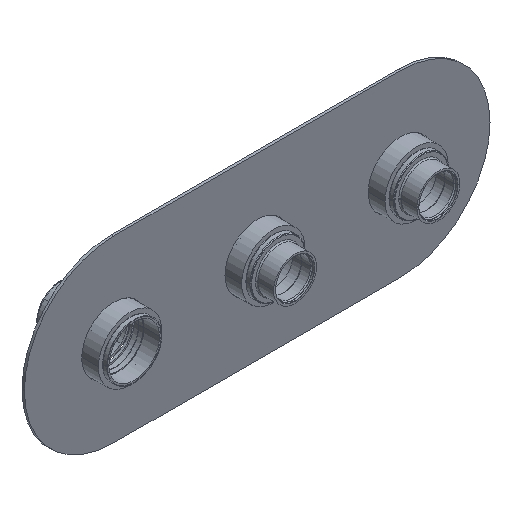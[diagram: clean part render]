
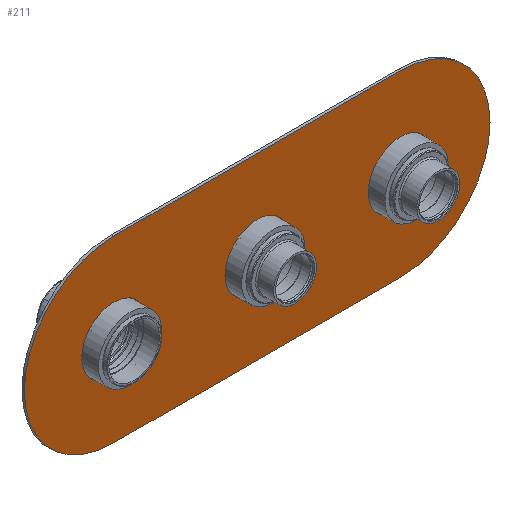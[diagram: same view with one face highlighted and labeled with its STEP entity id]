
A CAD part, isometric view. The second image highlights one B-rep face of the part: STEP entity #211.
In plain terms, the highlighted planar face has unit normal (0, -1, 0).
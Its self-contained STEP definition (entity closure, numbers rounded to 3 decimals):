
#2=CARTESIAN_POINT('',(-120.,0.,0.));
#3=DIRECTION('',(0.,1.,0.));
#4=DIRECTION('',(0.,0.,-1.));
#5=AXIS2_PLACEMENT_3D('',#2,#3,#4);
#7=DIRECTION('',(1.,0.,0.));
#8=VECTOR('',#7,240.);
#9=CARTESIAN_POINT('',(-120.,0.,75.));
#10=LINE('',#9,#8);
#11=CARTESIAN_POINT('',(120.,0.,0.));
#12=DIRECTION('',(0.,1.,0.));
#13=DIRECTION('',(0.,0.,1.));
#14=AXIS2_PLACEMENT_3D('',#11,#12,#13);
#16=DIRECTION('',(-1.,0.,0.));
#17=VECTOR('',#16,240.);
#18=CARTESIAN_POINT('',(120.,0.,-75.));
#19=LINE('',#18,#17);
#20=CARTESIAN_POINT('',(0.,0.,0.));
#21=DIRECTION('',(0.,1.,0.));
#22=DIRECTION('',(1.,0.,0.));
#23=AXIS2_PLACEMENT_3D('',#20,#21,#22);
#25=CARTESIAN_POINT('',(0.,0.,0.));
#26=DIRECTION('',(0.,1.,0.));
#27=DIRECTION('',(-1.,0.,0.));
#28=AXIS2_PLACEMENT_3D('',#25,#26,#27);
#30=CARTESIAN_POINT('',(120.,0.,0.));
#31=DIRECTION('',(0.,1.,0.));
#32=DIRECTION('',(1.,0.,0.));
#33=AXIS2_PLACEMENT_3D('',#30,#31,#32);
#35=CARTESIAN_POINT('',(120.,0.,0.));
#36=DIRECTION('',(0.,1.,0.));
#37=DIRECTION('',(-1.,0.,0.));
#38=AXIS2_PLACEMENT_3D('',#35,#36,#37);
#40=CARTESIAN_POINT('',(-120.,0.,0.));
#41=DIRECTION('',(0.,1.,0.));
#42=DIRECTION('',(1.,0.,0.));
#43=AXIS2_PLACEMENT_3D('',#40,#41,#42);
#45=CARTESIAN_POINT('',(-120.,0.,0.));
#46=DIRECTION('',(0.,1.,0.));
#47=DIRECTION('',(-1.,0.,0.));
#48=AXIS2_PLACEMENT_3D('',#45,#46,#47);
#138=CARTESIAN_POINT('',(27.,0.,0.));
#139=CARTESIAN_POINT('',(-27.,0.,0.));
#140=VERTEX_POINT('',#138);
#141=VERTEX_POINT('',#139);
#142=CARTESIAN_POINT('',(147.,0.,0.));
#143=CARTESIAN_POINT('',(93.,0.,0.));
#144=VERTEX_POINT('',#142);
#145=VERTEX_POINT('',#143);
#146=CARTESIAN_POINT('',(-93.,0.,0.));
#147=CARTESIAN_POINT('',(-147.,0.,0.));
#148=VERTEX_POINT('',#146);
#149=VERTEX_POINT('',#147);
#162=CARTESIAN_POINT('',(-120.,0.,-75.));
#163=CARTESIAN_POINT('',(-120.,0.,75.));
#164=VERTEX_POINT('',#162);
#165=VERTEX_POINT('',#163);
#166=CARTESIAN_POINT('',(120.,0.,75.));
#167=VERTEX_POINT('',#166);
#168=CARTESIAN_POINT('',(120.,0.,-75.));
#169=VERTEX_POINT('',#168);
#178=CARTESIAN_POINT('',(0.,0.,0.));
#179=DIRECTION('',(0.,1.,0.));
#180=DIRECTION('',(1.,0.,0.));
#181=AXIS2_PLACEMENT_3D('',#178,#179,#180);
#182=PLANE('',#181);
#184=ORIENTED_EDGE('',*,*,#183,.T.);
#186=ORIENTED_EDGE('',*,*,#185,.T.);
#188=ORIENTED_EDGE('',*,*,#187,.T.);
#190=ORIENTED_EDGE('',*,*,#189,.T.);
#191=EDGE_LOOP('',(#184,#186,#188,#190));
#192=FACE_OUTER_BOUND('',#191,.F.);
#194=ORIENTED_EDGE('',*,*,#193,.F.);
#196=ORIENTED_EDGE('',*,*,#195,.F.);
#197=EDGE_LOOP('',(#194,#196));
#198=FACE_BOUND('',#197,.F.);
#200=ORIENTED_EDGE('',*,*,#199,.F.);
#202=ORIENTED_EDGE('',*,*,#201,.F.);
#203=EDGE_LOOP('',(#200,#202));
#204=FACE_BOUND('',#203,.F.);
#206=ORIENTED_EDGE('',*,*,#205,.F.);
#208=ORIENTED_EDGE('',*,*,#207,.F.);
#209=EDGE_LOOP('',(#206,#208));
#210=FACE_BOUND('',#209,.F.);
#211=ADVANCED_FACE('',(#192,#198,#204,#210),#182,.F.);
#6=CIRCLE('',#5,75.);
#15=CIRCLE('',#14,75.);
#24=CIRCLE('',#23,27.);
#29=CIRCLE('',#28,27.);
#34=CIRCLE('',#33,27.);
#39=CIRCLE('',#38,27.);
#44=CIRCLE('',#43,27.);
#49=CIRCLE('',#48,27.);
#183=EDGE_CURVE('',#164,#165,#6,.T.);
#185=EDGE_CURVE('',#165,#167,#10,.T.);
#187=EDGE_CURVE('',#167,#169,#15,.T.);
#189=EDGE_CURVE('',#169,#164,#19,.T.);
#193=EDGE_CURVE('',#140,#141,#24,.T.);
#195=EDGE_CURVE('',#141,#140,#29,.T.);
#199=EDGE_CURVE('',#144,#145,#34,.T.);
#201=EDGE_CURVE('',#145,#144,#39,.T.);
#205=EDGE_CURVE('',#148,#149,#44,.T.);
#207=EDGE_CURVE('',#149,#148,#49,.T.);
